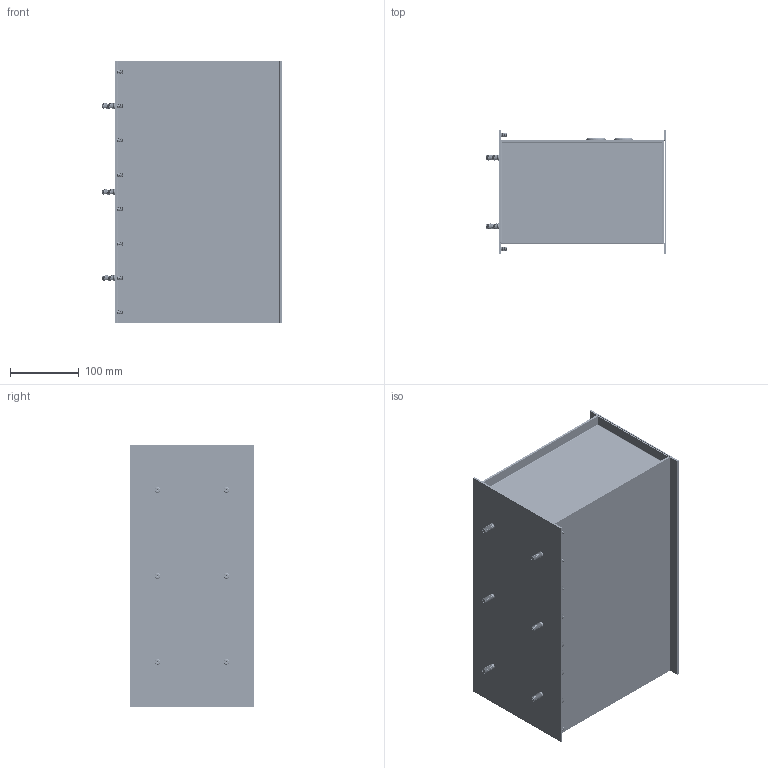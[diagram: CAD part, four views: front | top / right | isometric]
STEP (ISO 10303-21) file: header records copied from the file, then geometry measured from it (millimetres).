
FILE_DESCRIPTION (( 'STEP AP214' ), '1' );
FILE_NAME ('EVGP_BatteryPack.STEP', '2024-03-03T05:03:20', ( '' ), ( '' ), 'SwSTEP 2.0', 'SolidWorks 2017', '' );
FILE_SCHEMA (( 'AUTOMOTIVE_DESIGN' ));
Length unit declared in the file: millimetre
Products named in the file (22): EVGP_Crossover; RXC35P_Board; 93580A622__M8_Press-Fit Studs; EVGP_PosTerminal; 93580A612_M6_Press-Fit Studs; EVGP_Plastic; 7291N32_Grommet; EVGP_Bottom; EVGP_Terminal; EVGP_Side_IO; EVGP_Ends; EVGP_BatteryPack; EVGP_12S_Module; EVGP_Side; A15QS20_450; EVGP_Top; EVGP_Aluminum; EVGP_PosOut; RXC15; EVGP_11S_Module; EVGP_Nutbar; EVGP_NegTerminal
Assembly tree (53 placements, depth 3):
  EVGP_BatteryPack
    EVGP_12S_Module
      EVGP_Plastic
      EVGP_Aluminum  x2
      EVGP_Nutbar  x2
    EVGP_11S_Module
      EVGP_Plastic
      EVGP_Aluminum  x2
      EVGP_Nutbar  x2
    A15QS20_450
    EVGP_Terminal  x2
    RXC15  x2
    RXC35P_Board  x2
    EVGP_NegTerminal
    EVGP_PosTerminal
    EVGP_PosOut
    EVGP_Crossover
    EVGP_Bottom
    EVGP_Side_IO
    EVGP_Side
    EVGP_Ends  x2
    EVGP_Top
    7291N32_Grommet  x2
    93580A612_M6_Press-Fit Studs  x16
    93580A622__M8_Press-Fit Studs  x6
Bounding box: 260.75 x 180.2 x 380 mm (x, y, z)
Volume: 2542693.8 mm3; surface area: 1927844.3 mm2
Topology: 49 solids, 61 shells, 4338 faces, 12078 edges, 7896 vertices
Faces by surface type: plane 2622, cylinder 1058, cone 416, bspline 242
Entity records: 40250 total; most frequent: CARTESIAN_POINT 10286, ORIENTED_EDGE 5370, DIRECTION 5307, EDGE_CURVE 2779, LINE 2009, VECTOR 2009, VERTEX_POINT 1828, AXIS2_PLACEMENT_3D 1649
